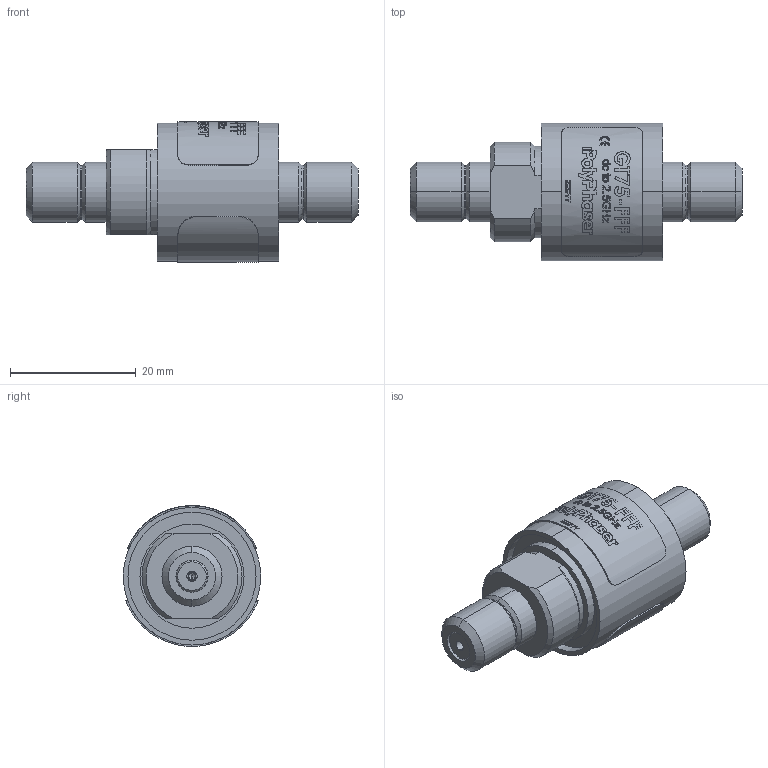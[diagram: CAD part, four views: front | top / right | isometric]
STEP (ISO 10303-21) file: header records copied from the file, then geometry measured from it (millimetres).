
FILE_DESCRIPTION (( 'STEP AP214' ), '1' );
FILE_NAME ('GT75-FFF.STEP', '2015-04-30T17:57:02', ( '' ), ( '' ), 'SwSTEP 2.0', 'SolidWorks 2014', '' );
FILE_SCHEMA (( 'AUTOMOTIVE_DESIGN' ));
Length unit declared in the file: inch
Products named in the file (9): 7040-0062; 2003-4028; 5800-0400; 2811-0046; 2801-9027; 2811-0045; 5800-0399; GT75-FFF; 2003-1052_Curved 3
Assembly tree (10 placements, depth 2):
  GT75-FFF
    5800-0399
    2811-0045  x2
    2811-0046  x2
    5800-0400
    2801-9027
    7040-0062
    2003-4028
    2003-1052_Curved 3
Bounding box: 52.7 x 21.84 x 22.34 mm (x, y, z)
Volume: 7450.8 mm3; surface area: 9667 mm2
Topology: 10 solids, 10 shells, 971 faces, 2604 edges, 1710 vertices
Faces by surface type: bspline 482, plane 269, cylinder 144, cone 68, torus 8
Entity records: 49361 total; most frequent: CARTESIAN_POINT 20013, ORIENTED_EDGE 5088, EDGE_CURVE 2544, DIRECTION 2412, VERTEX_POINT 1676, B_SPLINE_CURVE_WITH_KNOTS 1554, EDGE_LOOP 1014, AXIS2_PLACEMENT_3D 948
